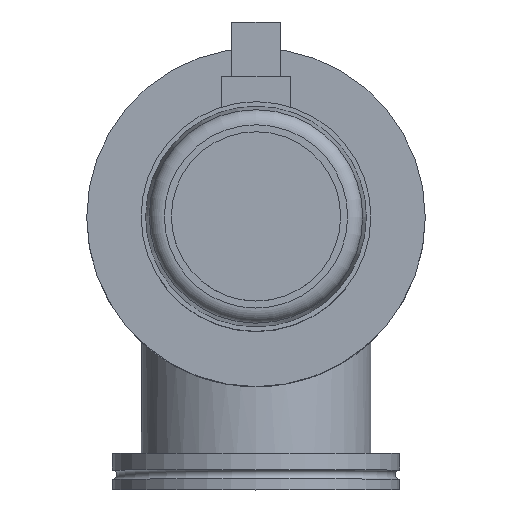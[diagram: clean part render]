
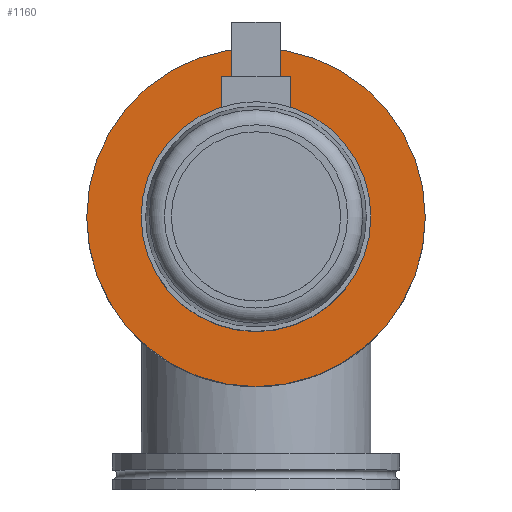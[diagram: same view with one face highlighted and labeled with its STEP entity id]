
A CAD part, top view. The second image highlights one B-rep face of the part: STEP entity #1160.
In plain terms, the highlighted planar face has unit normal (0, 0, 1).
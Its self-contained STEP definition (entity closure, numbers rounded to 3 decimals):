
#1160=ADVANCED_FACE('',(#1747,#1749),#1751,.T.);
#1747=FACE_BOUND('',#1748,.T.);
#1748=EDGE_LOOP('',(#1973));
#1749=FACE_BOUND('',#1750,.T.);
#1750=EDGE_LOOP('',(#1974,#1975,#1976,#1977));
#1751=PLANE('',#1752);
#1752=AXIS2_PLACEMENT_3D('',#1753,#1754,#1755);
#1753=CARTESIAN_POINT('',(0.,0.,152.));
#1754=DIRECTION('',(0.,0.,1.));
#1755=DIRECTION('',(0.,-1.,0.));
#1973=ORIENTED_EDGE('',*,*,#2146,.T.);
#1974=ORIENTED_EDGE('',*,*,#2147,.T.);
#1975=ORIENTED_EDGE('',*,*,#2148,.T.);
#1976=ORIENTED_EDGE('',*,*,#2149,.T.);
#1977=ORIENTED_EDGE('',*,*,#2150,.T.);
#2146=EDGE_CURVE('',#2459,#2459,#2460,.T.);
#2147=EDGE_CURVE('',#2461,#2462,#2463,.T.);
#2148=EDGE_CURVE('',#2462,#2464,#2465,.T.);
#2149=EDGE_CURVE('',#2464,#2466,#2467,.T.);
#2150=EDGE_CURVE('',#2466,#2461,#2468,.T.);
#2459=VERTEX_POINT('',#3452);
#2460=CIRCLE('',#3453,56.);
#2461=VERTEX_POINT('',#3457);
#2462=VERTEX_POINT('',#3458);
#2463=LINE('',#3459,#3460);
#2464=VERTEX_POINT('',#3462);
#2465=LINE('',#3463,#3464);
#2466=VERTEX_POINT('',#3466);
#2467=LINE('',#3467,#3468);
#2468=CIRCLE('',#3470,36.5);
#3452=CARTESIAN_POINT('',(0.,-56.,152.));
#3453=AXIS2_PLACEMENT_3D('',#3454,#3455,#3456);
#3454=CARTESIAN_POINT('',(0.,0.,152.));
#3455=DIRECTION('',(0.,0.,1.));
#3456=DIRECTION('',(0.,-1.,0.));
#3457=CARTESIAN_POINT('',(-11.25,34.723,152.));
#3458=CARTESIAN_POINT('',(-11.25,46.5,152.));
#3459=CARTESIAN_POINT('',(-11.25,34.723,152.));
#3460=VECTOR('',#3461,1.);
#3461=DIRECTION('',(0.,1.,0.));
#3462=CARTESIAN_POINT('',(11.25,46.5,152.));
#3463=CARTESIAN_POINT('',(-11.25,46.5,152.));
#3464=VECTOR('',#3465,1.);
#3465=DIRECTION('',(1.,0.,0.));
#3466=CARTESIAN_POINT('',(11.25,34.723,152.));
#3467=CARTESIAN_POINT('',(11.25,46.5,152.));
#3468=VECTOR('',#3469,1.);
#3469=DIRECTION('',(0.,-1.,0.));
#3470=AXIS2_PLACEMENT_3D('',#3471,#3472,#3473);
#3471=CARTESIAN_POINT('',(0.,0.,152.));
#3472=DIRECTION('',(0.,0.,-1.));
#3473=DIRECTION('',(0.308,0.951,0.));
